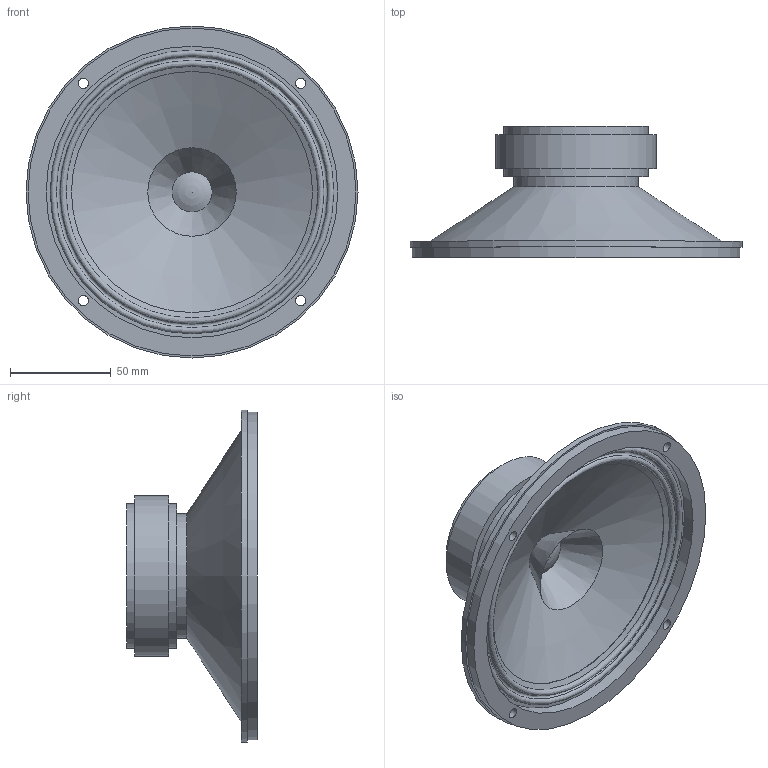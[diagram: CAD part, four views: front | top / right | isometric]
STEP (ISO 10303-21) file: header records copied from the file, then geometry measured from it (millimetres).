
FILE_DESCRIPTION(('FreeCAD Model'),'2;1');
FILE_NAME('Visaton_BG_17.step','2020-04-04T00:36:34',('Author'),(''), 'Open CASCADE STEP processor 6.8','FreeCAD','Unknown');
FILE_SCHEMA(('AUTOMOTIVE_DESIGN_CC2 { 1 2 10303 214 -1 1 5 4 }'));
Length unit declared in the file: millimetre
Products named in the file (1): Visaton_BG_17
Bounding box: 165 x 65 x 165 mm (x, y, z)
Volume: 310091.4 mm3; surface area: 71765.3 mm2
Topology: 1 solids, 1 shells, 29 faces, 54 edges, 33 vertices
Faces by surface type: cylinder 11, plane 8, cone 6, revolution 3, sphere 1
Full cylindrical faces by diameter (mm): 5 x4, 62 x1, 72 x2, 80 x1, 145 x1, 163 x1, 165 x1
Entity records: 1510 total; most frequent: CARTESIAN_POINT 315, DIRECTION 243, ORIENTED_EDGE 106, PCURVE 106, DEFINITIONAL_REPRESENTATION 106, LINE 100, VECTOR 100, AXIS2_PLACEMENT_3D 66
